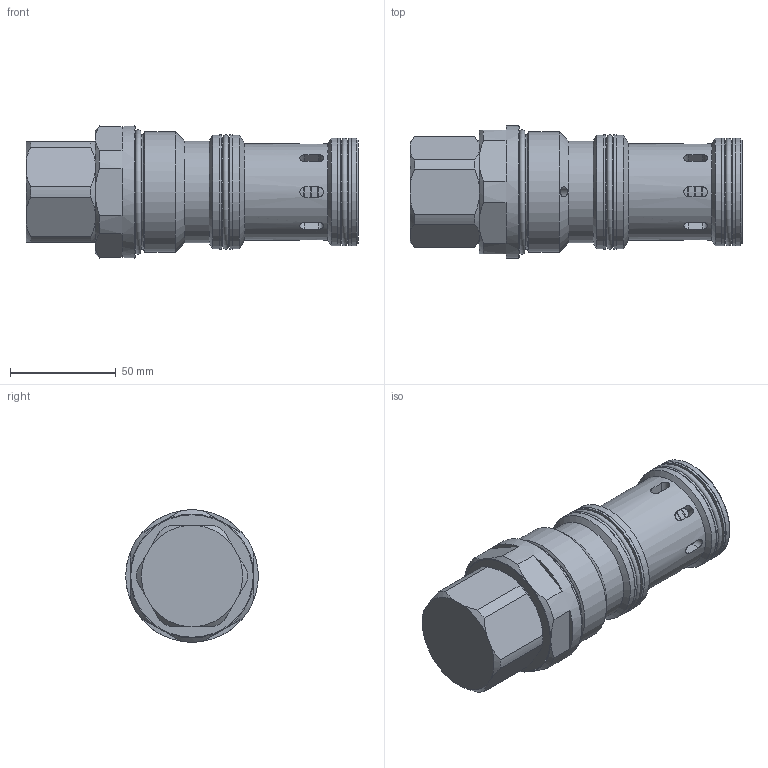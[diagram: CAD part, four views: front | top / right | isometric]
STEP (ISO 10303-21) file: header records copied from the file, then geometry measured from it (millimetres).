
FILE_DESCRIPTION((''),'2;1');
FILE_NAME('HSR2001.stp','2016-03-08T12:39:17',('JGroves'),(''),'Autodesk Inventor 2012','Autodesk Inventor 2012','');
FILE_SCHEMA(('AUTOMOTIVE_DESIGN { 1 0 10303 214 1 1 1 1 }'));
Length unit declared in the file: inch
Products named in the file (1): L400796HS01(HSR2001)_Shrinkwrap_1
Bounding box: 157.22 x 62.74 x 62.74 mm (x, y, z)
Surface area: 57198.7 mm2 (no closed solid volume)
Topology: 0 solids, 23 shells, 123 faces, 362 edges, 246 vertices
Faces by surface type: plane 49, cylinder 47, cone 23, torus 4
Full cylindrical faces by diameter (mm): 4.75 x1, 6.528 x1, 25.4 x1, 35.494 x1, 35.56 x1, 36.51 x4, 36.518 x1, 45.466 x1, 46.355 x1, 48.26 x1, 49.53 x1, 50.749 x2, 50.775 x2, 53.924 x2, 54.077 x2, 54.178 x1, 57.104 x1, 62.738 x1
Entity records: 4627 total; most frequent: CARTESIAN_POINT 1357, DIRECTION 612, ORIENTED_EDGE 557, EDGE_CURVE 312, AXIS2_PLACEMENT_3D 246, VERTEX_POINT 235, EDGE_LOOP 190, FACE_OUTER_BOUND 123
